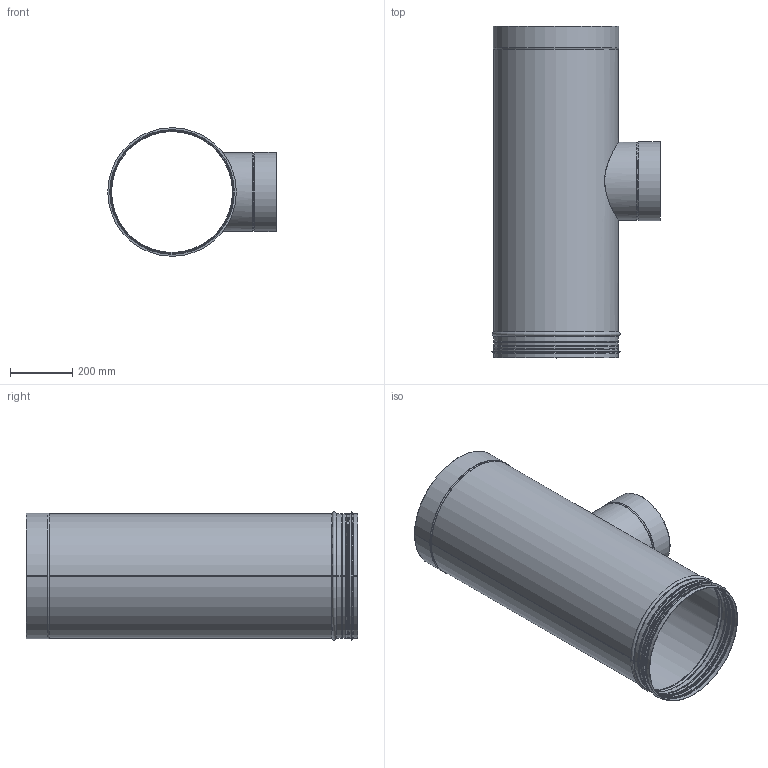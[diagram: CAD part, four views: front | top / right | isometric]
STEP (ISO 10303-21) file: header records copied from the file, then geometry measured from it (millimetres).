
FILE_DESCRIPTION((''),'2;1');
FILE_NAME('HTKMH-13.stp','2015-01-21T08:20:28',(''),(''),'Autodesk Inventor 2013','Autodesk Inventor 2013','');
FILE_SCHEMA(('AUTOMOTIVE_DESIGN { 1 2 10303 214 0 1 1 1 }'));
Length unit declared in the file: millimetre
Products named in the file (5): HTKMH-13; HTKMH-AA-13; HTKMH-AB-13; HIK-AA-7; HIK-AB-7
Assembly tree (4 placements, depth 2):
  HTKMH-13
    HTKMH-AA-13
    HTKMH-AB-13
    HIK-AA-7
    HIK-AB-7
Bounding box: 543.3 x 1070 x 414.6 mm (x, y, z)
Volume: 1496771.9 mm3; surface area: 2961596.1 mm2
Topology: 4 solids, 4 shells, 143 faces, 283 edges, 148 vertices
Faces by surface type: plane 67, torus 36, cylinder 26, cone 14
Full cylindrical faces by diameter (mm): 252 x1, 397 x2, 400.6 x2, 401.6 x1, 414.6 x1
Entity records: 4113 total; most frequent: CARTESIAN_POINT 862, DIRECTION 708, ORIENTED_EDGE 536, AXIS2_PLACEMENT_3D 292, EDGE_CURVE 268, EDGE_LOOP 164, VERTEX_POINT 148, STYLED_ITEM 147
